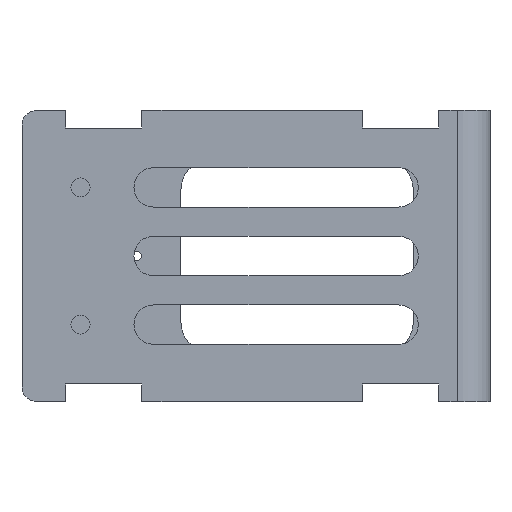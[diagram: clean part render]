
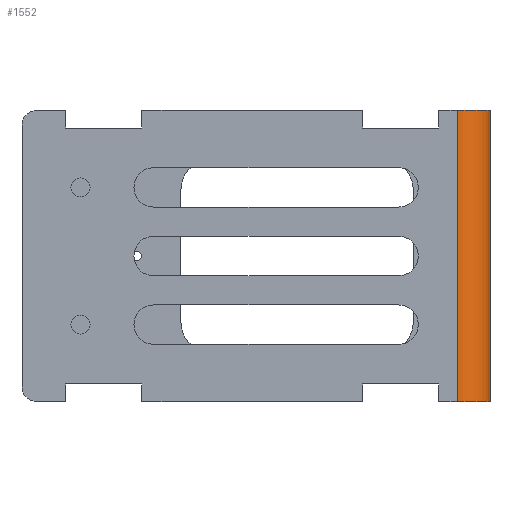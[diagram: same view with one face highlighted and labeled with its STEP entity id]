
A CAD part, left-side view. The second image highlights one B-rep face of the part: STEP entity #1552.
In plain terms, the highlighted cylindrical face has radius 5.715 mm (diameter 11.43 mm), a partial arc.
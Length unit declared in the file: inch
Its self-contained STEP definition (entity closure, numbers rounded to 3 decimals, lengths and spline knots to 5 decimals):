
#76 = VERTEX_POINT ( 'NONE', #593 ) ;
#197 = DIRECTION ( 'NONE',  ( 0., 0., -1. ) ) ;
#296 = ORIENTED_EDGE ( 'NONE', *, *, #3384, .F. ) ;
#423 = DIRECTION ( 'NONE',  ( 1., 0., 0. ) ) ;
#464 = DIRECTION ( 'NONE',  ( 0., 0., -1. ) ) ;
#512 = CARTESIAN_POINT ( 'NONE',  ( -3.2476, 0.105, 0.995 ) ) ;
#515 = LINE ( 'NONE', #3103, #2880 ) ;
#558 = DIRECTION ( 'NONE',  ( 0., 0., -1. ) ) ;
#593 = CARTESIAN_POINT ( 'NONE',  ( -3.0226, -0.12, -0.995 ) ) ;
#609 = EDGE_CURVE ( 'NONE', #1149, #936, #1106, .T. ) ;
#698 = CIRCLE ( 'NONE', #2538, 0.225 ) ;
#699 = VECTOR ( 'NONE', #2179, 39.37008 ) ;
#745 = AXIS2_PLACEMENT_3D ( 'NONE', #2920, #2657, #423 ) ;
#841 = VERTEX_POINT ( 'NONE', #3076 ) ;
#843 = CARTESIAN_POINT ( 'NONE',  ( -3.0226, -0.12, 0.995 ) ) ;
#936 = VERTEX_POINT ( 'NONE', #1830 ) ;
#1106 = CIRCLE ( 'NONE', #745, 0.225 ) ;
#1149 = VERTEX_POINT ( 'NONE', #843 ) ;
#1323 = AXIS2_PLACEMENT_3D ( 'NONE', #2998, #464, #2718 ) ;
#1348 = CARTESIAN_POINT ( 'NONE',  ( -3.0226, 0.105, -0.995 ) ) ;
#1363 = ORIENTED_EDGE ( 'NONE', *, *, #2564, .T. ) ;
#1463 = EDGE_CURVE ( 'NONE', #76, #841, #698, .T. ) ;
#1552 = ADVANCED_FACE ( 'NONE', ( #3271 ), #1865, .T. ) ;
#1830 = CARTESIAN_POINT ( 'NONE',  ( -3.2476, 0.105, 0.995 ) ) ;
#1865 = CYLINDRICAL_SURFACE ( 'NONE', #1323, 0.225 ) ;
#2110 = ORIENTED_EDGE ( 'NONE', *, *, #609, .T. ) ;
#2179 = DIRECTION ( 'NONE',  ( 0., 0., -1. ) ) ;
#2301 = ORIENTED_EDGE ( 'NONE', *, *, #1463, .F. ) ;
#2462 = LINE ( 'NONE', #512, #699 ) ;
#2538 = AXIS2_PLACEMENT_3D ( 'NONE', #1348, #197, #2777 ) ;
#2564 = EDGE_CURVE ( 'NONE', #936, #841, #2462, .T. ) ;
#2657 = DIRECTION ( 'NONE',  ( 0., 0., -1. ) ) ;
#2718 = DIRECTION ( 'NONE',  ( -1., 0., 0. ) ) ;
#2777 = DIRECTION ( 'NONE',  ( 1., 0., 0. ) ) ;
#2880 = VECTOR ( 'NONE', #558, 39.37008 ) ;
#2920 = CARTESIAN_POINT ( 'NONE',  ( -3.0226, 0.105, 0.995 ) ) ;
#2998 = CARTESIAN_POINT ( 'NONE',  ( -3.0226, 0.105, 0.995 ) ) ;
#3076 = CARTESIAN_POINT ( 'NONE',  ( -3.2476, 0.105, -0.995 ) ) ;
#3103 = CARTESIAN_POINT ( 'NONE',  ( -3.0226, -0.12, 0.995 ) ) ;
#3271 = FACE_OUTER_BOUND ( 'NONE', #3582, .T. ) ;
#3384 = EDGE_CURVE ( 'NONE', #1149, #76, #515, .T. ) ;
#3582 = EDGE_LOOP ( 'NONE', ( #2301, #296, #2110, #1363 ) ) ;
